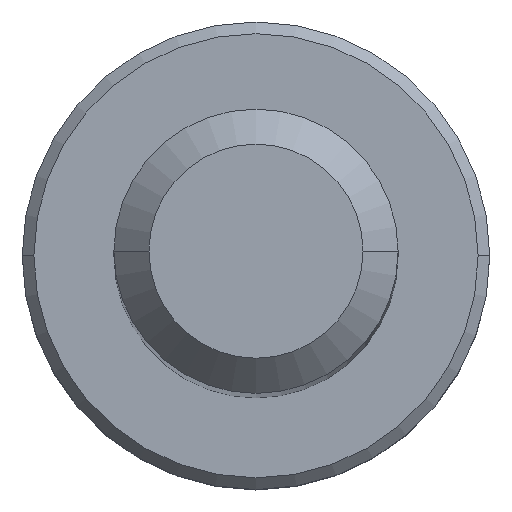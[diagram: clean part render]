
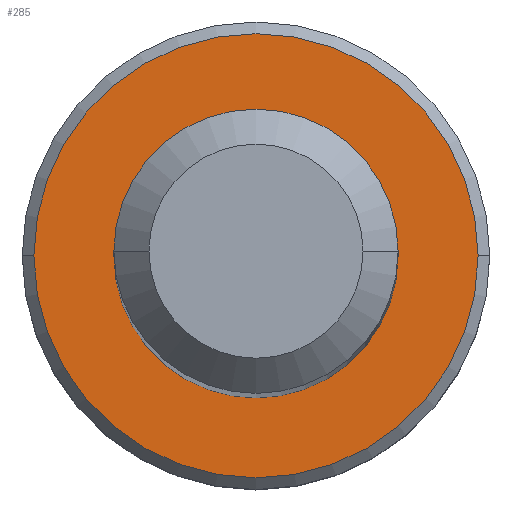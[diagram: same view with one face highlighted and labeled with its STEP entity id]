
A CAD part, top view. The second image highlights one B-rep face of the part: STEP entity #285.
In plain terms, the highlighted planar face has unit normal (0, 0, 1).
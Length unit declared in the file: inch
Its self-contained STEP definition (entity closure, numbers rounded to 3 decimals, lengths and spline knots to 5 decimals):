
#2 = DIRECTION ( 'NONE',  ( -1., 0., 0. ) ) ;
#11 = EDGE_CURVE ( 'NONE', #307, #733, #517, .T. ) ;
#21 = EDGE_CURVE ( 'NONE', #733, #307, #657, .T. ) ;
#22 = CARTESIAN_POINT ( 'NONE',  ( 0., 0., -1.75 ) ) ;
#36 = AXIS2_PLACEMENT_3D ( 'NONE', #80, #277, #78 ) ;
#52 = CARTESIAN_POINT ( 'NONE',  ( 0.14844, 0., -1.75 ) ) ;
#78 = DIRECTION ( 'NONE',  ( -1., 0., 0. ) ) ;
#80 = CARTESIAN_POINT ( 'NONE',  ( 0., 0., -1.75 ) ) ;
#87 = ORIENTED_EDGE ( 'NONE', *, *, #156, .F. ) ;
#109 = CARTESIAN_POINT ( 'NONE',  ( 0., 0., -1.75 ) ) ;
#130 = DIRECTION ( 'NONE',  ( -1., 0., 0. ) ) ;
#139 = ORIENTED_EDGE ( 'NONE', *, *, #21, .T. ) ;
#156 = EDGE_CURVE ( 'NONE', #585, #386, #343, .T. ) ;
#163 = CARTESIAN_POINT ( 'NONE',  ( 0.095, 0., -1.75 ) ) ;
#207 = ORIENTED_EDGE ( 'NONE', *, *, #11, .T. ) ;
#210 = AXIS2_PLACEMENT_3D ( 'NONE', #22, #249, #130 ) ;
#249 = DIRECTION ( 'NONE',  ( 0., 0., 1. ) ) ;
#277 = DIRECTION ( 'NONE',  ( 0., 0., 1. ) ) ;
#285 = ADVANCED_FACE ( 'NONE', ( #304, #654 ), #309, .F. ) ;
#298 = AXIS2_PLACEMENT_3D ( 'NONE', #737, #445, #2 ) ;
#304 = FACE_OUTER_BOUND ( 'NONE', #511, .T. ) ;
#307 = VERTEX_POINT ( 'NONE', #494 ) ;
#309 = PLANE ( 'NONE',  #462 ) ;
#312 = DIRECTION ( 'NONE',  ( 0., 0., 1. ) ) ;
#343 = CIRCLE ( 'NONE', #36, 0.095 ) ;
#386 = VERTEX_POINT ( 'NONE', #427 ) ;
#427 = CARTESIAN_POINT ( 'NONE',  ( -0.095, 0., -1.75 ) ) ;
#442 = CARTESIAN_POINT ( 'NONE',  ( 0., 0., -1.75 ) ) ;
#445 = DIRECTION ( 'NONE',  ( 0., 0., 1. ) ) ;
#450 = EDGE_CURVE ( 'NONE', #386, #585, #792, .T. ) ;
#462 = AXIS2_PLACEMENT_3D ( 'NONE', #109, #553, #738 ) ;
#481 = ORIENTED_EDGE ( 'NONE', *, *, #450, .F. ) ;
#494 = CARTESIAN_POINT ( 'NONE',  ( -0.14844, 0., -1.75 ) ) ;
#511 = EDGE_LOOP ( 'NONE', ( #207, #139 ) ) ;
#517 = CIRCLE ( 'NONE', #645, 0.14844 ) ;
#553 = DIRECTION ( 'NONE',  ( 0., 0., -1. ) ) ;
#585 = VERTEX_POINT ( 'NONE', #163 ) ;
#645 = AXIS2_PLACEMENT_3D ( 'NONE', #442, #312, #752 ) ;
#654 = FACE_BOUND ( 'NONE', #765, .T. ) ;
#657 = CIRCLE ( 'NONE', #298, 0.14844 ) ;
#733 = VERTEX_POINT ( 'NONE', #52 ) ;
#737 = CARTESIAN_POINT ( 'NONE',  ( 0., 0., -1.75 ) ) ;
#738 = DIRECTION ( 'NONE',  ( -1., 0., 0. ) ) ;
#752 = DIRECTION ( 'NONE',  ( -1., 0., 0. ) ) ;
#765 = EDGE_LOOP ( 'NONE', ( #87, #481 ) ) ;
#792 = CIRCLE ( 'NONE', #210, 0.095 ) ;
